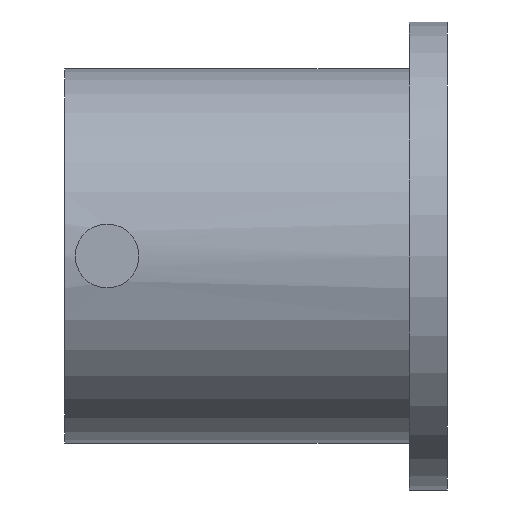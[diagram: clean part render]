
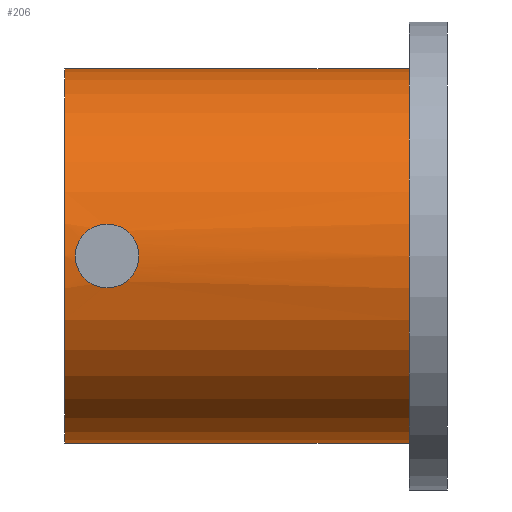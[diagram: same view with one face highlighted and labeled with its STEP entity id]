
A CAD part, front view. The second image highlights one B-rep face of the part: STEP entity #206.
In plain terms, the highlighted cylindrical face has radius 44 mm (diameter 88 mm), a full revolution.
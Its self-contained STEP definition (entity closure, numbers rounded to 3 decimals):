
#15=B_SPLINE_CURVE_WITH_KNOTS('',3,(#339,#340,#341,#342,#343,#344,#345,
#346,#347,#348),.UNSPECIFIED.,.F.,.F.,(4,2,2,2,4),(0.,0.226,
0.453,0.679,0.905),.UNSPECIFIED.);
#16=B_SPLINE_CURVE_WITH_KNOTS('',3,(#350,#351,#352,#353,#354,#355,#356,
#357,#358,#359),.UNSPECIFIED.,.F.,.F.,(4,2,2,2,4),(2.716,2.942,
3.168,3.395,3.621),.UNSPECIFIED.);
#17=B_SPLINE_CURVE_WITH_KNOTS('',3,(#360,#361,#362,#363,#364,#365,#366,
#367,#368,#369,#370,#371,#372,#373,#374,#375,#376,#377),.UNSPECIFIED.,.F.,
 .F.,(4,2,2,2,2,2,2,2,4),(0.905,1.132,1.358,
1.584,1.811,2.037,2.263,2.489,
2.716),.UNSPECIFIED.);
#18=B_SPLINE_CURVE_WITH_KNOTS('',3,(#392,#393,#394,#395,#396,#397,#398,
#399,#400,#401,#402,#403,#404,#405,#406,#407,#408,#409,#410,#411,#412,#413,
#414,#415,#416,#417),.UNSPECIFIED.,.F.,.F.,(4,2,2,2,2,2,2,2,2,2,2,2,4),
(0.,0.226,0.453,0.679,0.905,
1.132,1.358,1.584,1.811,2.037,
2.263,2.489,2.716),.UNSPECIFIED.);
#19=B_SPLINE_CURVE_WITH_KNOTS('',3,(#418,#419,#420,#421,#422,#423,#424,
#425,#426,#427),.UNSPECIFIED.,.F.,.F.,(4,2,2,2,4),(2.716,2.942,
3.168,3.395,3.621),.UNSPECIFIED.);
#24=FACE_BOUND('',#64,.T.);
#45=FACE_OUTER_BOUND('',#63,.T.);
#63=EDGE_LOOP('',(#174,#175,#176,#177,#178,#179,#180,#181,#182));
#64=EDGE_LOOP('',(#183,#184));
#73=LINE('',#440,#81);
#74=LINE('',#442,#82);
#81=VECTOR('',#313,44.);
#82=VECTOR('',#314,44.);
#86=CIRCLE('',#236,44.);
#94=CIRCLE('',#255,44.);
#98=VERTEX_POINT('',#329);
#100=VERTEX_POINT('',#337);
#101=VERTEX_POINT('',#338);
#102=VERTEX_POINT('',#349);
#106=VERTEX_POINT('',#390);
#107=VERTEX_POINT('',#391);
#111=VERTEX_POINT('',#441);
#116=EDGE_CURVE('',#98,#98,#86,.T.);
#119=EDGE_CURVE('',#100,#101,#15,.T.);
#120=EDGE_CURVE('',#102,#100,#16,.T.);
#121=EDGE_CURVE('',#101,#102,#17,.T.);
#127=EDGE_CURVE('',#106,#107,#18,.T.);
#128=EDGE_CURVE('',#107,#106,#19,.T.);
#134=EDGE_CURVE('',#98,#102,#73,.T.);
#135=EDGE_CURVE('',#101,#111,#74,.T.);
#136=EDGE_CURVE('',#111,#111,#94,.T.);
#174=ORIENTED_EDGE('',*,*,#116,.F.);
#175=ORIENTED_EDGE('',*,*,#134,.T.);
#176=ORIENTED_EDGE('',*,*,#120,.T.);
#177=ORIENTED_EDGE('',*,*,#119,.T.);
#178=ORIENTED_EDGE('',*,*,#135,.T.);
#179=ORIENTED_EDGE('',*,*,#136,.T.);
#180=ORIENTED_EDGE('',*,*,#135,.F.);
#181=ORIENTED_EDGE('',*,*,#121,.T.);
#182=ORIENTED_EDGE('',*,*,#134,.F.);
#183=ORIENTED_EDGE('',*,*,#127,.T.);
#184=ORIENTED_EDGE('',*,*,#128,.T.);
#193=CYLINDRICAL_SURFACE('',#254,44.);
#206=ADVANCED_FACE('',(#45,#24),#193,.T.);
#236=AXIS2_PLACEMENT_3D('',#330,#270,#271);
#254=AXIS2_PLACEMENT_3D('',#439,#311,#312);
#255=AXIS2_PLACEMENT_3D('',#443,#315,#316);
#270=DIRECTION('center_axis',(1.,0.,0.));
#271=DIRECTION('ref_axis',(0.,1.,0.));
#311=DIRECTION('center_axis',(1.,0.,0.));
#312=DIRECTION('ref_axis',(0.,1.,0.));
#313=DIRECTION('',(-1.,0.,0.));
#314=DIRECTION('',(-1.,0.,0.));
#315=DIRECTION('center_axis',(1.,0.,0.));
#316=DIRECTION('ref_axis',(0.,1.,0.));
#329=CARTESIAN_POINT('',(81.,-44.,0.));
#330=CARTESIAN_POINT('Origin',(81.,0.,0.));
#337=CARTESIAN_POINT('',(10.,-43.589,-6.));
#338=CARTESIAN_POINT('',(4.,-44.,0.));
#339=CARTESIAN_POINT('Ctrl Pts',(10.,-43.589,-6.));
#340=CARTESIAN_POINT('Ctrl Pts',(9.246,-43.589,-6.));
#341=CARTESIAN_POINT('Ctrl Pts',(8.442,-43.611,-5.849));
#342=CARTESIAN_POINT('Ctrl Pts',(6.964,-43.688,-5.236));
#343=CARTESIAN_POINT('Ctrl Pts',(6.29,-43.743,-4.775));
#344=CARTESIAN_POINT('Ctrl Pts',(5.225,-43.847,-3.71));
#345=CARTESIAN_POINT('Ctrl Pts',(4.764,-43.901,-3.036));
#346=CARTESIAN_POINT('Ctrl Pts',(4.151,-43.979,-1.558));
#347=CARTESIAN_POINT('Ctrl Pts',(4.,-44.,-0.754));
#348=CARTESIAN_POINT('Ctrl Pts',(4.,-44.,0.));
#349=CARTESIAN_POINT('',(16.,-44.,0.));
#350=CARTESIAN_POINT('Ctrl Pts',(16.,-44.,0.));
#351=CARTESIAN_POINT('Ctrl Pts',(16.,-44.,-0.754));
#352=CARTESIAN_POINT('Ctrl Pts',(15.849,-43.979,-1.558));
#353=CARTESIAN_POINT('Ctrl Pts',(15.236,-43.901,-3.036));
#354=CARTESIAN_POINT('Ctrl Pts',(14.775,-43.847,-3.71));
#355=CARTESIAN_POINT('Ctrl Pts',(13.71,-43.743,-4.775));
#356=CARTESIAN_POINT('Ctrl Pts',(13.036,-43.688,-5.236));
#357=CARTESIAN_POINT('Ctrl Pts',(11.558,-43.611,-5.849));
#358=CARTESIAN_POINT('Ctrl Pts',(10.754,-43.589,-6.));
#359=CARTESIAN_POINT('Ctrl Pts',(10.,-43.589,-6.));
#360=CARTESIAN_POINT('Ctrl Pts',(4.,-44.,0.));
#361=CARTESIAN_POINT('Ctrl Pts',(4.,-44.,0.754));
#362=CARTESIAN_POINT('Ctrl Pts',(4.151,-43.979,1.558));
#363=CARTESIAN_POINT('Ctrl Pts',(4.764,-43.901,3.036));
#364=CARTESIAN_POINT('Ctrl Pts',(5.225,-43.847,3.71));
#365=CARTESIAN_POINT('Ctrl Pts',(6.29,-43.743,4.775));
#366=CARTESIAN_POINT('Ctrl Pts',(6.964,-43.688,5.236));
#367=CARTESIAN_POINT('Ctrl Pts',(8.442,-43.611,5.849));
#368=CARTESIAN_POINT('Ctrl Pts',(9.246,-43.589,6.));
#369=CARTESIAN_POINT('Ctrl Pts',(10.754,-43.589,6.));
#370=CARTESIAN_POINT('Ctrl Pts',(11.558,-43.611,5.849));
#371=CARTESIAN_POINT('Ctrl Pts',(13.036,-43.688,5.236));
#372=CARTESIAN_POINT('Ctrl Pts',(13.71,-43.743,4.775));
#373=CARTESIAN_POINT('Ctrl Pts',(14.775,-43.847,3.71));
#374=CARTESIAN_POINT('Ctrl Pts',(15.236,-43.901,3.036));
#375=CARTESIAN_POINT('Ctrl Pts',(15.849,-43.979,1.558));
#376=CARTESIAN_POINT('Ctrl Pts',(16.,-44.,0.754));
#377=CARTESIAN_POINT('Ctrl Pts',(16.,-44.,0.));
#390=CARTESIAN_POINT('',(10.,43.589,-6.));
#391=CARTESIAN_POINT('',(4.,44.,0.));
#392=CARTESIAN_POINT('Ctrl Pts',(10.,43.589,-6.));
#393=CARTESIAN_POINT('Ctrl Pts',(10.754,43.589,-6.));
#394=CARTESIAN_POINT('Ctrl Pts',(11.558,43.611,-5.849));
#395=CARTESIAN_POINT('Ctrl Pts',(13.036,43.688,-5.236));
#396=CARTESIAN_POINT('Ctrl Pts',(13.71,43.743,-4.775));
#397=CARTESIAN_POINT('Ctrl Pts',(14.775,43.847,-3.71));
#398=CARTESIAN_POINT('Ctrl Pts',(15.236,43.901,-3.036));
#399=CARTESIAN_POINT('Ctrl Pts',(15.849,43.979,-1.558));
#400=CARTESIAN_POINT('Ctrl Pts',(16.,44.,-0.754));
#401=CARTESIAN_POINT('Ctrl Pts',(16.,44.,0.754));
#402=CARTESIAN_POINT('Ctrl Pts',(15.849,43.979,1.558));
#403=CARTESIAN_POINT('Ctrl Pts',(15.236,43.901,3.036));
#404=CARTESIAN_POINT('Ctrl Pts',(14.775,43.847,3.71));
#405=CARTESIAN_POINT('Ctrl Pts',(13.71,43.743,4.775));
#406=CARTESIAN_POINT('Ctrl Pts',(13.036,43.688,5.236));
#407=CARTESIAN_POINT('Ctrl Pts',(11.558,43.611,5.849));
#408=CARTESIAN_POINT('Ctrl Pts',(10.754,43.589,6.));
#409=CARTESIAN_POINT('Ctrl Pts',(9.246,43.589,6.));
#410=CARTESIAN_POINT('Ctrl Pts',(8.442,43.611,5.849));
#411=CARTESIAN_POINT('Ctrl Pts',(6.964,43.688,5.236));
#412=CARTESIAN_POINT('Ctrl Pts',(6.29,43.743,4.775));
#413=CARTESIAN_POINT('Ctrl Pts',(5.225,43.847,3.71));
#414=CARTESIAN_POINT('Ctrl Pts',(4.764,43.901,3.036));
#415=CARTESIAN_POINT('Ctrl Pts',(4.151,43.979,1.558));
#416=CARTESIAN_POINT('Ctrl Pts',(4.,44.,0.754));
#417=CARTESIAN_POINT('Ctrl Pts',(4.,44.,0.));
#418=CARTESIAN_POINT('Ctrl Pts',(4.,44.,0.));
#419=CARTESIAN_POINT('Ctrl Pts',(4.,44.,-0.754));
#420=CARTESIAN_POINT('Ctrl Pts',(4.151,43.979,-1.558));
#421=CARTESIAN_POINT('Ctrl Pts',(4.764,43.901,-3.036));
#422=CARTESIAN_POINT('Ctrl Pts',(5.225,43.847,-3.71));
#423=CARTESIAN_POINT('Ctrl Pts',(6.29,43.743,-4.775));
#424=CARTESIAN_POINT('Ctrl Pts',(6.964,43.688,-5.236));
#425=CARTESIAN_POINT('Ctrl Pts',(8.442,43.611,-5.849));
#426=CARTESIAN_POINT('Ctrl Pts',(9.246,43.589,-6.));
#427=CARTESIAN_POINT('Ctrl Pts',(10.,43.589,-6.));
#439=CARTESIAN_POINT('Origin',(0.,0.,0.));
#440=CARTESIAN_POINT('',(0.,-44.,0.));
#441=CARTESIAN_POINT('',(0.,-44.,0.));
#442=CARTESIAN_POINT('',(0.,-44.,0.));
#443=CARTESIAN_POINT('Origin',(0.,0.,0.));
